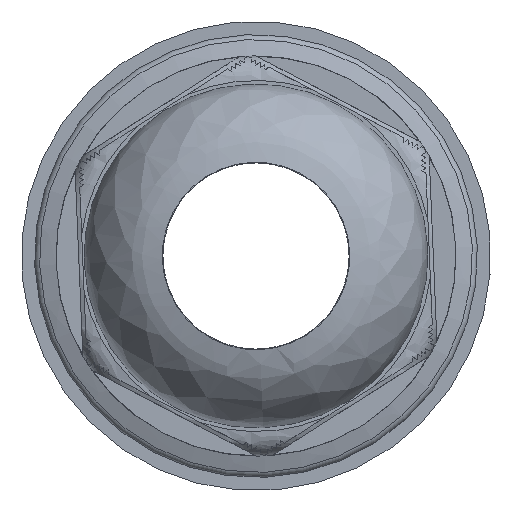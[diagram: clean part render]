
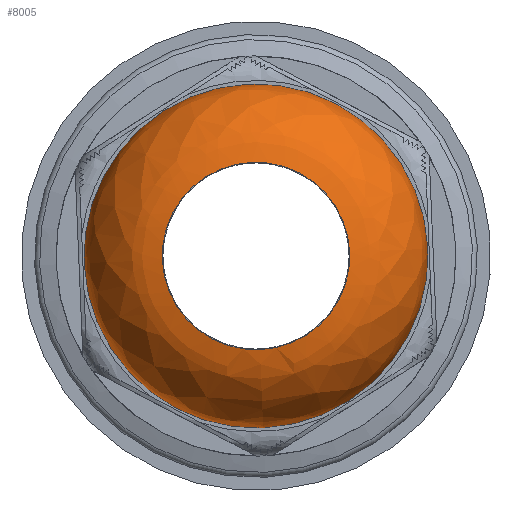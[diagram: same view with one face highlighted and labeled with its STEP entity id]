
A CAD part, left-side view. The second image highlights one B-rep face of the part: STEP entity #8005.
In plain terms, the highlighted free-form (B-spline) face has degree [2, 2] with [3, 9] control points.
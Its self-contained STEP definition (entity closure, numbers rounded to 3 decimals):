
#198=(
BOUNDED_CURVE()
B_SPLINE_CURVE(2,(#16293,#16294,#16295),.UNSPECIFIED.,.F.,.F.)
B_SPLINE_CURVE_WITH_KNOTS((3,3),(-1.417,0.),.UNSPECIFIED.)
CURVE()
GEOMETRIC_REPRESENTATION_ITEM()
RATIONAL_B_SPLINE_CURVE((1.,0.759,1.))
REPRESENTATION_ITEM('')
);
#201=(
BOUNDED_SURFACE()
B_SPLINE_SURFACE(2,2,((#16266,#16267,#16268,#16269,#16270,#16271,#16272,
#16273,#16274),(#16275,#16276,#16277,#16278,#16279,#16280,#16281,#16282,
#16283),(#16284,#16285,#16286,#16287,#16288,#16289,#16290,#16291,#16292)),
 .UNSPECIFIED.,.F.,.T.,.F.)
B_SPLINE_SURFACE_WITH_KNOTS((3,3),(3,2,2,2,3),(0.,1.417),(-3.142,
-1.571,0.,1.571,3.142),.UNSPECIFIED.)
GEOMETRIC_REPRESENTATION_ITEM()
RATIONAL_B_SPLINE_SURFACE(((1.,0.707,1.,0.707,1.,
0.707,1.,0.707,1.),(0.759,0.537,
0.759,0.537,0.759,0.537,0.759,
0.537,0.759),(1.,0.707,1.,0.707,
1.,0.707,1.,0.707,1.)))
REPRESENTATION_ITEM('')
SURFACE()
);
#403=CIRCLE('',#8602,6.35);
#404=CIRCLE('',#8603,6.35);
#435=CIRCLE('',#8763,11.65);
#436=CIRCLE('',#8764,11.65);
#1132=FACE_OUTER_BOUND('',#1586,.T.);
#1586=EDGE_LOOP('',(#6739,#6740,#6741,#6742,#6743,#6744));
#3654=VERTEX_POINT('',#15916);
#3655=VERTEX_POINT('',#15917);
#3736=VERTEX_POINT('',#16260);
#3737=VERTEX_POINT('',#16261);
#4624=EDGE_CURVE('',#3654,#3655,#403,.T.);
#4625=EDGE_CURVE('',#3655,#3654,#404,.T.);
#4787=EDGE_CURVE('',#3736,#3737,#435,.T.);
#4788=EDGE_CURVE('',#3737,#3736,#436,.T.);
#4789=EDGE_CURVE('',#3655,#3737,#198,.T.);
#6739=ORIENTED_EDGE('',*,*,#4624,.T.);
#6740=ORIENTED_EDGE('',*,*,#4789,.T.);
#6741=ORIENTED_EDGE('',*,*,#4787,.F.);
#6742=ORIENTED_EDGE('',*,*,#4788,.F.);
#6743=ORIENTED_EDGE('',*,*,#4789,.F.);
#6744=ORIENTED_EDGE('',*,*,#4625,.T.);
#8005=ADVANCED_FACE('',(#1132),#201,.F.);
#8602=AXIS2_PLACEMENT_3D('',#15918,#10111,#10112);
#8603=AXIS2_PLACEMENT_3D('',#15919,#10113,#10114);
#8763=AXIS2_PLACEMENT_3D('',#16262,#10510,#10511);
#8764=AXIS2_PLACEMENT_3D('',#16263,#10512,#10513);
#10111=DIRECTION('center_axis',(0.,0.,-1.));
#10112=DIRECTION('ref_axis',(-1.,0.,0.));
#10113=DIRECTION('center_axis',(0.,0.,-1.));
#10114=DIRECTION('ref_axis',(-1.,0.,0.));
#10510=DIRECTION('center_axis',(0.,0.,-1.));
#10511=DIRECTION('ref_axis',(-1.,0.,0.));
#10512=DIRECTION('center_axis',(0.,0.,-1.));
#10513=DIRECTION('ref_axis',(-1.,0.,0.));
#15916=CARTESIAN_POINT('',(6.35,0.,6.186));
#15917=CARTESIAN_POINT('',(-6.35,0.,6.186));
#15918=CARTESIAN_POINT('Origin',(0.,0.,6.186));
#15919=CARTESIAN_POINT('Origin',(0.,0.,6.186));
#16260=CARTESIAN_POINT('',(11.65,0.,0.));
#16261=CARTESIAN_POINT('',(-11.65,0.,0.));
#16262=CARTESIAN_POINT('Origin',(0.,0.,0.));
#16263=CARTESIAN_POINT('Origin',(0.,0.,0.));
#16266=CARTESIAN_POINT('Ctrl Pts',(-11.65,0.,0.));
#16267=CARTESIAN_POINT('Ctrl Pts',(-11.65,-11.65,0.));
#16268=CARTESIAN_POINT('Ctrl Pts',(0.,-11.65,0.));
#16269=CARTESIAN_POINT('Ctrl Pts',(11.65,-11.65,0.));
#16270=CARTESIAN_POINT('Ctrl Pts',(11.65,0.,0.));
#16271=CARTESIAN_POINT('Ctrl Pts',(11.65,11.65,0.));
#16272=CARTESIAN_POINT('Ctrl Pts',(0.,11.65,0.));
#16273=CARTESIAN_POINT('Ctrl Pts',(-11.65,11.65,0.));
#16274=CARTESIAN_POINT('Ctrl Pts',(-11.65,0.,0.));
#16275=CARTESIAN_POINT('Ctrl Pts',(-11.65,0.,5.363));
#16276=CARTESIAN_POINT('Ctrl Pts',(-11.65,-11.65,5.363));
#16277=CARTESIAN_POINT('Ctrl Pts',(0.,-11.65,5.363));
#16278=CARTESIAN_POINT('Ctrl Pts',(11.65,-11.65,5.363));
#16279=CARTESIAN_POINT('Ctrl Pts',(11.65,0.,5.363));
#16280=CARTESIAN_POINT('Ctrl Pts',(11.65,11.65,5.363));
#16281=CARTESIAN_POINT('Ctrl Pts',(0.,11.65,5.363));
#16282=CARTESIAN_POINT('Ctrl Pts',(-11.65,11.65,5.363));
#16283=CARTESIAN_POINT('Ctrl Pts',(-11.65,0.,5.363));
#16284=CARTESIAN_POINT('Ctrl Pts',(-6.35,0.,6.186));
#16285=CARTESIAN_POINT('Ctrl Pts',(-6.35,-6.35,6.186));
#16286=CARTESIAN_POINT('Ctrl Pts',(0.,-6.35,6.186));
#16287=CARTESIAN_POINT('Ctrl Pts',(6.35,-6.35,6.186));
#16288=CARTESIAN_POINT('Ctrl Pts',(6.35,0.,6.186));
#16289=CARTESIAN_POINT('Ctrl Pts',(6.35,6.35,6.186));
#16290=CARTESIAN_POINT('Ctrl Pts',(0.,6.35,6.186));
#16291=CARTESIAN_POINT('Ctrl Pts',(-6.35,6.35,6.186));
#16292=CARTESIAN_POINT('Ctrl Pts',(-6.35,0.,6.186));
#16293=CARTESIAN_POINT('Ctrl Pts',(-6.35,0.,6.186));
#16294=CARTESIAN_POINT('Ctrl Pts',(-11.65,0.,5.363));
#16295=CARTESIAN_POINT('Ctrl Pts',(-11.65,0.,0.));
